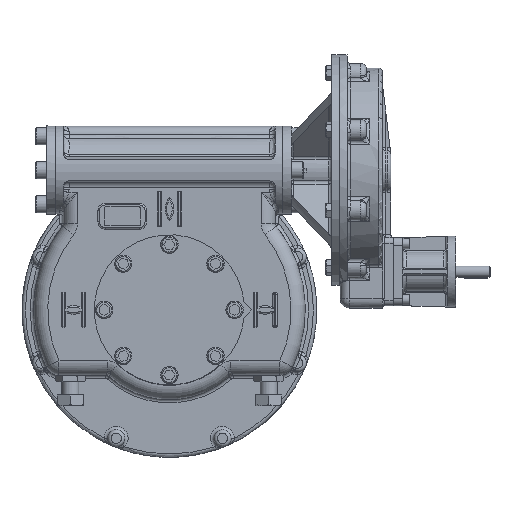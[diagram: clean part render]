
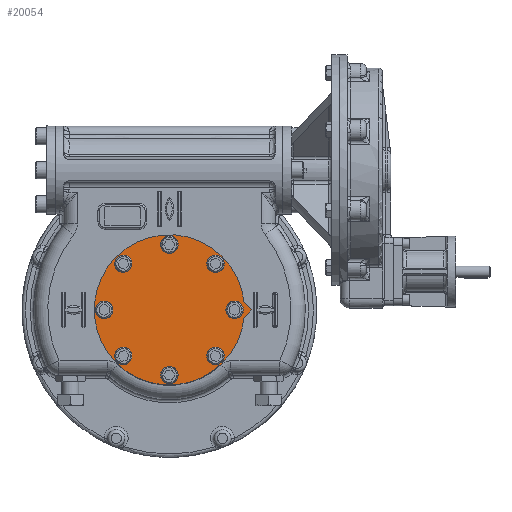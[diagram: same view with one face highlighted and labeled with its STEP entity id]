
A CAD part, top view. The second image highlights one B-rep face of the part: STEP entity #20054.
In plain terms, the highlighted planar face has unit normal (0, 0, 1).
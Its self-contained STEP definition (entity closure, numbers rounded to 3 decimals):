
#1588=CIRCLE('',#22665,132.5);
#1597=CIRCLE('',#22678,10.5);
#1598=CIRCLE('',#22679,10.5);
#1599=CIRCLE('',#22680,10.5);
#1600=CIRCLE('',#22681,10.5);
#1601=CIRCLE('',#22682,10.5);
#1602=CIRCLE('',#22683,10.5);
#1603=CIRCLE('',#22684,10.5);
#1604=CIRCLE('',#22685,10.5);
#2945=LINE('',#51483,#4065);
#2948=LINE('',#51488,#4068);
#4065=VECTOR('',#27508,1000.);
#4068=VECTOR('',#27513,1000.);
#8390=ORIENTED_EDGE('',*,*,#12117,.F.);
#8391=ORIENTED_EDGE('',*,*,#12118,.F.);
#8392=ORIENTED_EDGE('',*,*,#12119,.F.);
#8393=ORIENTED_EDGE('',*,*,#12120,.F.);
#8394=ORIENTED_EDGE('',*,*,#12121,.F.);
#8395=ORIENTED_EDGE('',*,*,#12122,.F.);
#8396=ORIENTED_EDGE('',*,*,#12123,.F.);
#8397=ORIENTED_EDGE('',*,*,#12124,.F.);
#8398=ORIENTED_EDGE('',*,*,#12102,.F.);
#8399=ORIENTED_EDGE('',*,*,#12108,.F.);
#8400=ORIENTED_EDGE('',*,*,#12105,.F.);
#12102=EDGE_CURVE('',#14424,#14425,#1588,.T.);
#12105=EDGE_CURVE('',#14425,#14427,#2945,.T.);
#12108=EDGE_CURVE('',#14427,#14424,#2948,.T.);
#12117=EDGE_CURVE('',#14436,#14436,#1597,.T.);
#12118=EDGE_CURVE('',#14437,#14437,#1598,.T.);
#12119=EDGE_CURVE('',#14438,#14438,#1599,.T.);
#12120=EDGE_CURVE('',#14439,#14439,#1600,.T.);
#12121=EDGE_CURVE('',#14440,#14440,#1601,.T.);
#12122=EDGE_CURVE('',#14441,#14441,#1602,.T.);
#12123=EDGE_CURVE('',#14442,#14442,#1603,.T.);
#12124=EDGE_CURVE('',#14443,#14443,#1604,.T.);
#14424=VERTEX_POINT('',#51476);
#14425=VERTEX_POINT('',#51478);
#14427=VERTEX_POINT('',#51484);
#14436=VERTEX_POINT('',#51508);
#14437=VERTEX_POINT('',#51510);
#14438=VERTEX_POINT('',#51512);
#14439=VERTEX_POINT('',#51514);
#14440=VERTEX_POINT('',#51516);
#14441=VERTEX_POINT('',#51518);
#14442=VERTEX_POINT('',#51520);
#14443=VERTEX_POINT('',#51522);
#16823=EDGE_LOOP('',(#8390));
#16824=EDGE_LOOP('',(#8391));
#16825=EDGE_LOOP('',(#8392));
#16826=EDGE_LOOP('',(#8393));
#16827=EDGE_LOOP('',(#8394));
#16828=EDGE_LOOP('',(#8395));
#16829=EDGE_LOOP('',(#8396));
#16830=EDGE_LOOP('',(#8397));
#16831=EDGE_LOOP('',(#8398,#8399,#8400));
#18318=FACE_BOUND('',#16823,.T.);
#18319=FACE_BOUND('',#16824,.T.);
#18320=FACE_BOUND('',#16825,.T.);
#18321=FACE_BOUND('',#16826,.T.);
#18322=FACE_BOUND('',#16827,.T.);
#18323=FACE_BOUND('',#16828,.T.);
#18324=FACE_BOUND('',#16829,.T.);
#18325=FACE_BOUND('',#16830,.T.);
#18326=FACE_BOUND('',#16831,.T.);
#19068=PLANE('',#22677);
#20054=ADVANCED_FACE('',(#18318,#18319,#18320,#18321,#18322,#18323,#18324,
#18325,#18326),#19068,.F.);
#22665=AXIS2_PLACEMENT_3D('',#51477,#27502,#27503);
#22677=AXIS2_PLACEMENT_3D('',#51506,#27532,#27533);
#22678=AXIS2_PLACEMENT_3D('',#51507,#27534,#27535);
#22679=AXIS2_PLACEMENT_3D('',#51509,#27536,#27537);
#22680=AXIS2_PLACEMENT_3D('',#51511,#27538,#27539);
#22681=AXIS2_PLACEMENT_3D('',#51513,#27540,#27541);
#22682=AXIS2_PLACEMENT_3D('',#51515,#27542,#27543);
#22683=AXIS2_PLACEMENT_3D('',#51517,#27544,#27545);
#22684=AXIS2_PLACEMENT_3D('',#51519,#27546,#27547);
#22685=AXIS2_PLACEMENT_3D('',#51521,#27548,#27549);
#27502=DIRECTION('',(0.,0.,-1.));
#27503=DIRECTION('',(1.,0.,0.));
#27508=DIRECTION('',(0.707,-0.707,0.));
#27513=DIRECTION('',(-0.707,-0.707,0.));
#27532=DIRECTION('',(0.,0.,-1.));
#27533=DIRECTION('',(-1.,0.,0.));
#27534=DIRECTION('',(0.,0.,1.));
#27535=DIRECTION('',(1.,0.,0.));
#27536=DIRECTION('',(0.,0.,1.));
#27537=DIRECTION('',(0.707,-0.707,0.));
#27538=DIRECTION('',(0.,0.,1.));
#27539=DIRECTION('',(0.,-1.,0.));
#27540=DIRECTION('',(0.,0.,1.));
#27541=DIRECTION('',(-0.707,-0.707,0.));
#27542=DIRECTION('',(0.,0.,1.));
#27543=DIRECTION('',(-1.,0.,0.));
#27544=DIRECTION('',(0.,0.,1.));
#27545=DIRECTION('',(-0.707,0.707,0.));
#27546=DIRECTION('',(0.,0.,1.));
#27547=DIRECTION('',(0.,1.,0.));
#27548=DIRECTION('',(0.,0.,1.));
#27549=DIRECTION('',(0.707,0.707,0.));
#51476=CARTESIAN_POINT('',(131.845,-13.155,70.25));
#51477=CARTESIAN_POINT('',(0.,0.,70.25));
#51478=CARTESIAN_POINT('',(131.845,13.155,70.25));
#51483=CARTESIAN_POINT('',(131.845,13.155,70.25));
#51484=CARTESIAN_POINT('',(145.,0.,70.25));
#51488=CARTESIAN_POINT('',(145.,0.,70.25));
#51506=CARTESIAN_POINT('',(0.,0.,70.25));
#51507=CARTESIAN_POINT('',(0.,115.,70.25));
#51508=CARTESIAN_POINT('',(10.5,115.,70.25));
#51509=CARTESIAN_POINT('',(81.317,81.317,70.25));
#51510=CARTESIAN_POINT('',(88.742,73.893,70.25));
#51511=CARTESIAN_POINT('',(115.,0.,70.25));
#51512=CARTESIAN_POINT('',(115.,-10.5,70.25));
#51513=CARTESIAN_POINT('',(81.317,-81.317,70.25));
#51514=CARTESIAN_POINT('',(73.893,-88.742,70.25));
#51515=CARTESIAN_POINT('',(0.,-115.,70.25));
#51516=CARTESIAN_POINT('',(-10.5,-115.,70.25));
#51517=CARTESIAN_POINT('',(-81.317,-81.317,70.25));
#51518=CARTESIAN_POINT('',(-88.742,-73.893,70.25));
#51519=CARTESIAN_POINT('',(-115.,0.,70.25));
#51520=CARTESIAN_POINT('',(-115.,10.5,70.25));
#51521=CARTESIAN_POINT('',(-81.317,81.317,70.25));
#51522=CARTESIAN_POINT('',(-73.893,88.742,70.25));
